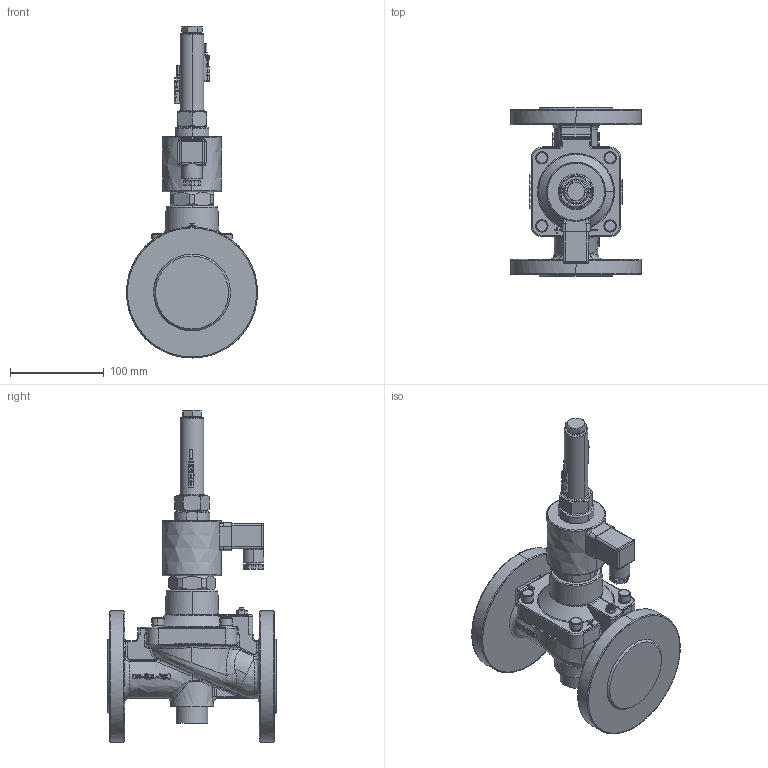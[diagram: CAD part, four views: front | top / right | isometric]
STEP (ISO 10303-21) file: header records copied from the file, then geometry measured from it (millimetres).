
FILE_DESCRIPTION (('STEP'), '1');
FILE_NAME ('B2704-0401-322-B0.stp', '2025-06-17T16:35:03', ('Unknown'), ('Unknown'), 'HarmonyWare STEP v2.1.9', 'HarmonyWare Translators', '');
FILE_SCHEMA (('CONFIG_CONTROL_DESIGN'));
Length unit declared in the file: millimetre
Products named in the file (987): Volumenkörper1; switch; ventil DN15; SW19
Assembly tree (986 placements, depth 2):
  (unnamed)
    Volumenkörper1
    Volumenkörper1
    Volumenkörper1
    Volumenkörper1
    Volumenkörper1
    Volumenkörper1
    Volumenkörper1
    Volumenkörper1
    Volumenkörper1
    Volumenkörper1
    Volumenkörper1
    Volumenkörper1
    Volumenkörper1
    Volumenkörper1
    Volumenkörper1
    Volumenkörper1
    Volumenkörper1
    Volumenkörper1
    Volumenkörper1
    Volumenkörper1
    Volumenkörper1
    Volumenkörper1
    Volumenkörper1
    Volumenkörper1
    Volumenkörper1
    Volumenkörper1
    Volumenkörper1
    Volumenkörper1
    Volumenkörper1
    Volumenkörper1
    Volumenkörper1
    Volumenkörper1
    Volumenkörper1
    Volumenkörper1
    Volumenkörper1
    Volumenkörper1
    Volumenkörper1
    Volumenkörper1
    Volumenkörper1
    Volumenkörper1
    Volumenkörper1
    Volumenkörper1
    Volumenkörper1
    Volumenkörper1
    Volumenkörper1
    Volumenkörper1
    Volumenkörper1
    Volumenkörper1
    Volumenkörper1
    Volumenkörper1
    Volumenkörper1
    Volumenkörper1
    Volumenkörper1
    Volumenkörper1
    Volumenkörper1
    Volumenkörper1
    Volumenkörper1
    Volumenkörper1
    Volumenkörper1
Bounding box: 139.88 x 180 x 354.75 mm (x, y, z)
Volume: 1648.3 mm3; surface area: 164620.4 mm2
Topology: 2 solids, 986 shells, 1308 faces, 6016 edges, 5632 vertices
Faces by surface type: bspline 1308
Entity records: 252902 total; most frequent: CARTESIAN_POINT 87519, PERSON 9868, ORGANIZATION 9868, PERSON_AND_ORGANIZATION 9868, CALENDAR_DATE 6907, COORDINATED_UNIVERSAL_TIME_OFFSET 6907, LOCAL_TIME 6907, DATE_AND_TIME 6907
